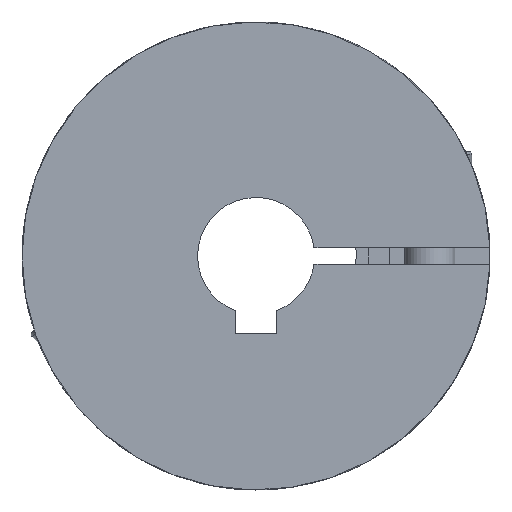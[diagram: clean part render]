
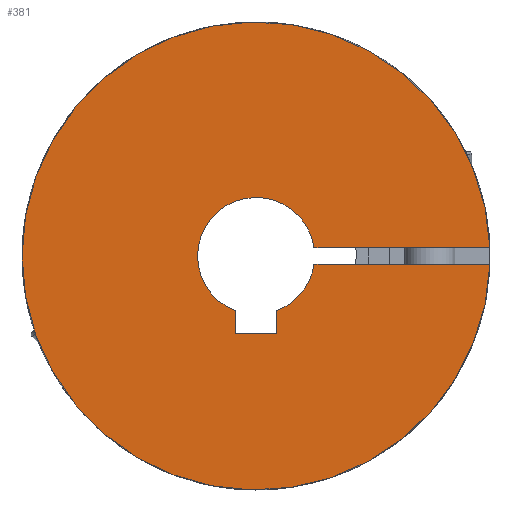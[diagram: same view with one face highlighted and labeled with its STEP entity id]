
A CAD part, left-side view. The second image highlights one B-rep face of the part: STEP entity #381.
In plain terms, the highlighted planar face has unit normal (-1, 0, 0).
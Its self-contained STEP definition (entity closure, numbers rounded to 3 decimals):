
#381=ADVANCED_FACE('NONE',(#806),#807,.F.);
#806=FACE_OUTER_BOUND('',#1307,.T.);
#807=PLANE('',#1308);
#1307=EDGE_LOOP('',(#2210,#2211,#2212,#2213,#2214,#2215,#2216,#2217,#2218,#2219));
#1308=AXIS2_PLACEMENT_3D('',#2220,#2221,#2222);
#2210=ORIENTED_EDGE('',*,*,#3302,.T.);
#2211=ORIENTED_EDGE('',*,*,#3307,.T.);
#2212=ORIENTED_EDGE('',*,*,#3311,.T.);
#2213=ORIENTED_EDGE('',*,*,#3314,.T.);
#2214=ORIENTED_EDGE('',*,*,#3292,.T.);
#2215=ORIENTED_EDGE('',*,*,#3298,.T.);
#2216=ORIENTED_EDGE('',*,*,#3322,.F.);
#2217=ORIENTED_EDGE('',*,*,#3279,.T.);
#2218=ORIENTED_EDGE('',*,*,#3323,.T.);
#2219=ORIENTED_EDGE('',*,*,#3318,.F.);
#2220=CARTESIAN_POINT('',(0.0,0.0,28.0));
#2221=DIRECTION('',(1.0,0.0,0.0));
#2222=DIRECTION('',(0.0,0.0,-1.0));
#3279=EDGE_CURVE('NONE',#3962,#3959,#3963,.T.);
#3292=EDGE_CURVE('',#3987,#3984,#3988,.T.);
#3298=EDGE_CURVE('',#3984,#3995,#3997,.T.);
#3302=EDGE_CURVE('',#4004,#4002,#4005,.T.);
#3307=EDGE_CURVE('',#4002,#4010,#4012,.T.);
#3311=EDGE_CURVE('',#4010,#4016,#4018,.T.);
#3314=EDGE_CURVE('',#4016,#3987,#4021,.T.);
#3318=EDGE_CURVE('NONE',#4004,#4027,#4028,.T.);
#3322=EDGE_CURVE('NONE',#3962,#3995,#4033,.T.);
#3323=EDGE_CURVE('NONE',#3959,#4027,#4034,.T.);
#3959=VERTEX_POINT('',#4994);
#3962=VERTEX_POINT('NONE',#4998);
#3963=CIRCLE('',#4999,28.0);
#3984=VERTEX_POINT('',#5025);
#3987=VERTEX_POINT('',#5029);
#3988=CIRCLE('',#5030,7.0);
#3995=VERTEX_POINT('',#5038);
#3997=CIRCLE('',#5041,7.0);
#4002=VERTEX_POINT('',#5046);
#4004=VERTEX_POINT('',#5049);
#4005=CIRCLE('',#5050,7.0);
#4010=VERTEX_POINT('',#5057);
#4012=LINE('',#5060,#5061);
#4016=VERTEX_POINT('',#5066);
#4018=LINE('',#5069,#5070);
#4021=LINE('',#5074,#5075);
#4027=VERTEX_POINT('NONE',#5081);
#4028=LINE('',#5082,#5083);
#4033=LINE('',#5090,#5091);
#4034=CIRCLE('',#5092,28.0);
#4994=CARTESIAN_POINT('',(0.0,28.0,0.));
#4998=CARTESIAN_POINT('',(0.0,-27.982,1.0));
#4999=AXIS2_PLACEMENT_3D('',#6170,#6171,#6172);
#5025=CARTESIAN_POINT('',(0.0,0.,7.0));
#5029=CARTESIAN_POINT('',(0.0,2.5,-6.538));
#5030=AXIS2_PLACEMENT_3D('',#6194,#6195,#6196);
#5038=CARTESIAN_POINT('',(0.0,-6.928,1.0));
#5041=AXIS2_PLACEMENT_3D('',#6205,#6206,#6207);
#5046=CARTESIAN_POINT('',(0.0,-2.5,-6.538));
#5049=CARTESIAN_POINT('',(0.0,-6.928,-1.0));
#5050=AXIS2_PLACEMENT_3D('',#6212,#6213,#6214);
#5057=CARTESIAN_POINT('',(0.0,-2.5,-9.3));
#5060=CARTESIAN_POINT('',(0.0,-2.5,11.675));
#5061=VECTOR('',#6218,1.0);
#5066=CARTESIAN_POINT('',(0.0,2.5,-9.3));
#5069=CARTESIAN_POINT('',(0.0,0.0,-9.3));
#5070=VECTOR('',#6221,1.0);
#5074=CARTESIAN_POINT('',(0.0,2.5,11.675));
#5075=VECTOR('',#6223,1.0);
#5081=CARTESIAN_POINT('',(0.,-27.982,-1.0));
#5082=CARTESIAN_POINT('',(0.0,-3.411,-1.0));
#5083=VECTOR('',#6230,1000.0);
#5090=CARTESIAN_POINT('',(0.0,-3.411,1.0));
#5091=VECTOR('',#6233,1000.0);
#5092=AXIS2_PLACEMENT_3D('',#6234,#6235,#6236);
#6170=CARTESIAN_POINT('',(0.,0.0,0.0));
#6171=DIRECTION('',(-1.0,0.0,0.0));
#6172=DIRECTION('',(0.0,-1.0,0.0));
#6194=CARTESIAN_POINT('',(0.0,0.0,0.0));
#6195=DIRECTION('',(1.0,0.0,0.0));
#6196=DIRECTION('',(0.0,0.0,-1.0));
#6205=CARTESIAN_POINT('',(0.0,0.0,0.0));
#6206=DIRECTION('',(1.0,0.0,0.0));
#6207=DIRECTION('',(0.0,0.0,-1.0));
#6212=CARTESIAN_POINT('',(0.0,0.0,0.0));
#6213=DIRECTION('',(1.0,0.0,0.0));
#6214=DIRECTION('',(0.0,0.0,-1.0));
#6218=DIRECTION('',(0.0,0.0,-1.0));
#6221=DIRECTION('',(0.0,1.0,0.0));
#6223=DIRECTION('',(-0.0,0.0,1.0));
#6230=DIRECTION('',(0.0,-1.0,0.0));
#6233=DIRECTION('',(0.0,1.0,-0.0));
#6234=CARTESIAN_POINT('',(0.,0.0,0.0));
#6235=DIRECTION('',(-1.0,0.0,0.0));
#6236=DIRECTION('',(0.0,-1.0,0.0));
